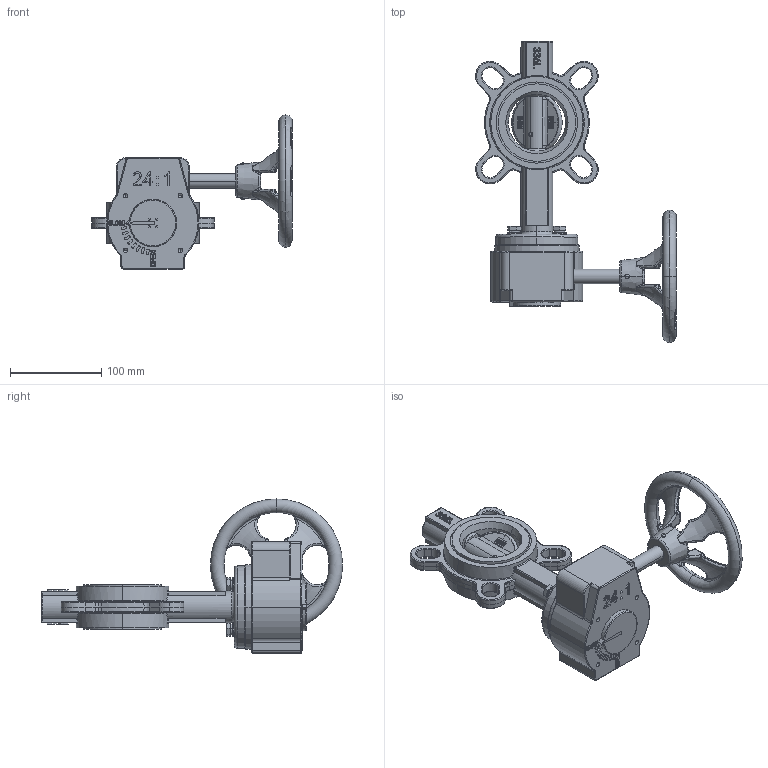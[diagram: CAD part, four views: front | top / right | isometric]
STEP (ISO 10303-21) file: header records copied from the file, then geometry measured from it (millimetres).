
FILE_DESCRIPTION (( 'STEP AP203' ), '1' );
FILE_NAME ('J9 DN65 + RM PN25.STEP', '2023-11-20T16:01:11', ( '' ), ( '' ), 'SwSTEP 2.0', 'SolidWorks 2023', '' );
FILE_SCHEMA (( 'CONFIG_CONTROL_DESIGN' ));
Length unit declared in the file: millimetre
Products named in the file (1): J9 DN65 + RM PN25
Bounding box: 220.27 x 330.3 x 169 mm (x, y, z)
Volume: 1284813.9 mm3; surface area: 163835.8 mm2
Topology: 1 solids, 9 shells, 1527 faces, 3831 edges, 2349 vertices
Faces by surface type: plane 585, bspline 308, cylinder 274, torus 180, cone 140, sphere 40
Entity records: 73523 total; most frequent: CARTESIAN_POINT 39159, ORIENTED_EDGE 7542, DIRECTION 6533, EDGE_CURVE 3771, AXIS2_PLACEMENT_3D 2404, VERTEX_POINT 2347, VECTOR 1725, LINE 1725
